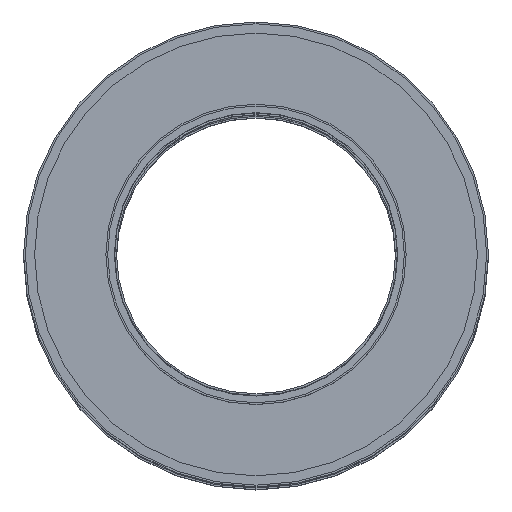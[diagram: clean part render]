
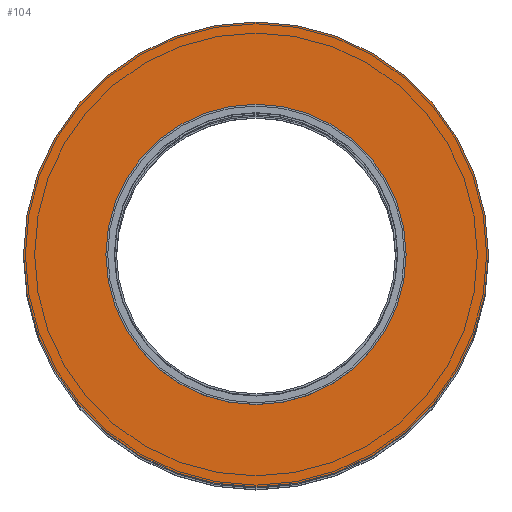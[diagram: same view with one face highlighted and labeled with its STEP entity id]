
A CAD part, top view. The second image highlights one B-rep face of the part: STEP entity #104.
In plain terms, the highlighted planar face has unit normal (0, 0, 1).
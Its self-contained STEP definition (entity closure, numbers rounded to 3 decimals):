
#19 = DIRECTION ( 'NONE',  ( 1., 0., 0. ) ) ;
#37 = VERTEX_POINT ( 'NONE', #526 ) ;
#41 = VERTEX_POINT ( 'NONE', #517 ) ;
#43 = EDGE_CURVE ( 'NONE', #37, #41, #516, .T. ) ;
#101 = EDGE_CURVE ( 'NONE', #468, #404, #597, .T. ) ;
#104 = ADVANCED_FACE ( 'NONE', ( #651, #650 ), #649, .T. ) ;
#105 = EDGE_LOOP ( 'NONE', ( #106, #107 ) ) ;
#106 = ORIENTED_EDGE ( 'NONE', *, *, #43, .T. ) ;
#107 = ORIENTED_EDGE ( 'NONE', *, *, #108, .T. ) ;
#108 = EDGE_CURVE ( 'NONE', #41, #37, #643, .T. ) ;
#109 = EDGE_LOOP ( 'NONE', ( #160, #161 ) ) ;
#160 = ORIENTED_EDGE ( 'NONE', *, *, #403, .F. ) ;
#161 = ORIENTED_EDGE ( 'NONE', *, *, #101, .F. ) ;
#403 = EDGE_CURVE ( 'NONE', #404, #468, #1160, .T. ) ;
#404 = VERTEX_POINT ( 'NONE', #1217 ) ;
#468 = VERTEX_POINT ( 'NONE', #1275 ) ;
#512 = DIRECTION ( 'NONE',  ( 1., 0., 0. ) ) ;
#513 = DIRECTION ( 'NONE',  ( 0., 0., 1. ) ) ;
#514 = CARTESIAN_POINT ( 'NONE',  ( 0., 0., 500. ) ) ;
#515 = AXIS2_PLACEMENT_3D ( 'NONE', #514, #513, #512 ) ;
#516 = CIRCLE ( 'NONE', #515, 131.25 ) ;
#517 = CARTESIAN_POINT ( 'NONE',  ( -131.25, 0., 500. ) ) ;
#526 = CARTESIAN_POINT ( 'NONE',  ( 131.25, 0., 500. ) ) ;
#590 = DIRECTION ( 'NONE',  ( 0., 0., 1. ) ) ;
#591 = CARTESIAN_POINT ( 'NONE',  ( 0., 0., 500. ) ) ;
#592 = AXIS2_PLACEMENT_3D ( 'NONE', #591, #590, #19 ) ;
#597 = CIRCLE ( 'NONE', #592, 84.75 ) ;
#640 = DIRECTION ( 'NONE',  ( 1., 0., 0. ) ) ;
#641 = DIRECTION ( 'NONE',  ( 0., 0., 1. ) ) ;
#642 = AXIS2_PLACEMENT_3D ( 'NONE', #648, #641, #640 ) ;
#643 = CIRCLE ( 'NONE', #642, 131.25 ) ;
#644 = DIRECTION ( 'NONE',  ( 1., 0., 0. ) ) ;
#645 = DIRECTION ( 'NONE',  ( 0., 0., 1. ) ) ;
#646 = CARTESIAN_POINT ( 'NONE',  ( 0., 84.75, 500. ) ) ;
#647 = AXIS2_PLACEMENT_3D ( 'NONE', #646, #645, #644 ) ;
#648 = CARTESIAN_POINT ( 'NONE',  ( 0., 0., 500. ) ) ;
#649 = PLANE ( 'NONE',  #647 ) ;
#650 = FACE_BOUND ( 'NONE', #109, .T. ) ;
#651 = FACE_OUTER_BOUND ( 'NONE', #105, .T. ) ;
#1152 = DIRECTION ( 'NONE',  ( 1., 0., 0. ) ) ;
#1153 = DIRECTION ( 'NONE',  ( 0., 0., 1. ) ) ;
#1154 = CARTESIAN_POINT ( 'NONE',  ( 0., 0., 500. ) ) ;
#1155 = AXIS2_PLACEMENT_3D ( 'NONE', #1154, #1153, #1152 ) ;
#1160 = CIRCLE ( 'NONE', #1155, 84.75 ) ;
#1217 = CARTESIAN_POINT ( 'NONE',  ( 84.75, 0., 500. ) ) ;
#1275 = CARTESIAN_POINT ( 'NONE',  ( -84.75, 0., 500. ) ) ;
